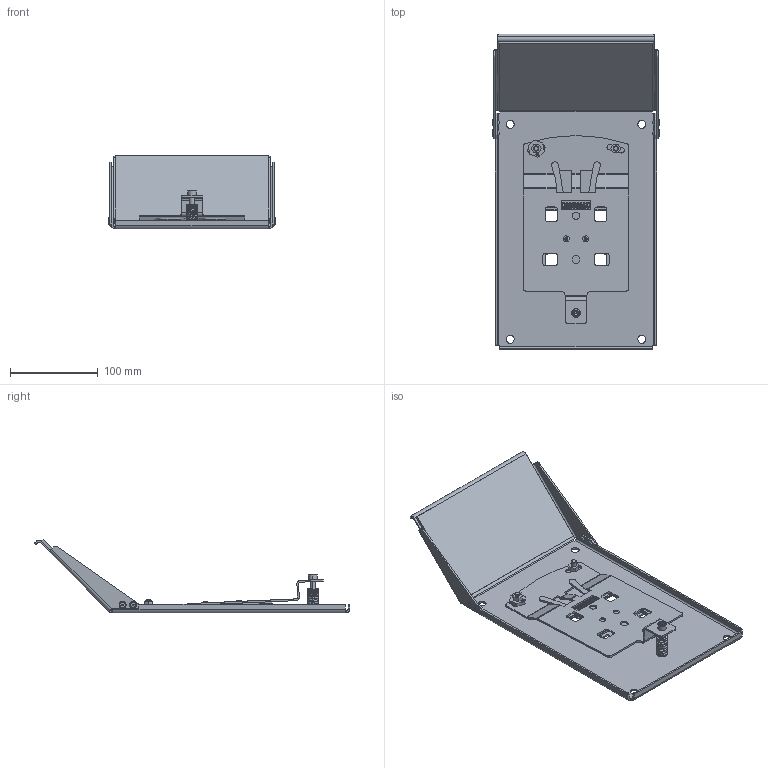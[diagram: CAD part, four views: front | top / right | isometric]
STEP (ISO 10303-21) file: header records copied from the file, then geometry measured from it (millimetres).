
FILE_DESCRIPTION((''),'2;1');
FILE_NAME('DB002910_YSV_SPIEGELVERSTELLUNG_ASM','2009-10-19T',('twuensche'),(''),'PRO/ENGINEER BY PARAMETRIC TECHNOLOGY CORPORATION, 2006300','PRO/ENGINEER BY PARAMETRIC TECHNOLOGY CORPORATION, 2006300','');
FILE_SCHEMA(('CONFIG_CONTROL_DESIGN'));
Length unit declared in the file: millimetre
Products named in the file (17): DB000922_Y_SPIEGELPLATTE; DB000923_Y_VERSTELLHALTER; DB000924_EINNIETBUCHSE_M6; DB001440_EINPRESSBOLZEN_M6; DB000901_JUSTIERHIFE; DB001449_MUTTER_M6_D934; DB000898_RIEGEL; DB000903_DRUCKFEDER_RIEGEL; DB000066_DRUCKFEDER; DB001458_SPANNHUELSE_3; DB001451_BLINDNIET_3; DB001459_SHR_M6X22_D912; DB001433_BLINDNIET_4; DB000921_Y_SPIEGELVERSTELLUNG_ASM; DB003540_YSV_KLEBEPAD; DB003552_YSV_SPIEGEL; DB002910_YSV_SPIEGELVERSTELLUNG_ASM
Assembly tree (24 placements, depth 3):
  DB002910_YSV_SPIEGELVERSTELLUNG_ASM
    DB000921_Y_SPIEGELVERSTELLUNG_ASM
      DB000922_Y_SPIEGELPLATTE
      DB000923_Y_VERSTELLHALTER
      DB000924_EINNIETBUCHSE_M6
      DB001440_EINPRESSBOLZEN_M6  x2
      DB000901_JUSTIERHIFE
      DB001449_MUTTER_M6_D934  x2
      DB000898_RIEGEL  x2
      DB000903_DRUCKFEDER_RIEGEL
      DB000066_DRUCKFEDER
      DB001458_SPANNHUELSE_3
      DB001451_BLINDNIET_3  x2
      DB001459_SHR_M6X22_D912
      DB001433_BLINDNIET_4  x4
    DB003540_YSV_KLEBEPAD  x2
    DB003552_YSV_SPIEGEL
Bounding box: 190 x 359.75 x 83.86 mm (x, y, z)
Volume: 273543.5 mm3; surface area: 289404.4 mm2
Topology: 23 solids, 27 shells, 668 faces, 1752 edges, 1282 vertices
Faces by surface type: plane 351, cylinder 239, cone 28, bspline 26, torus 16, sphere 8
Entity records: 24166 total; most frequent: CARTESIAN_POINT 10633, DIRECTION 2935, ORIENTED_EDGE 2504, EDGE_CURVE 1257, AXIS2_PLACEMENT_3D 1015, VECTOR 905, LINE 905, VERTEX_POINT 782
